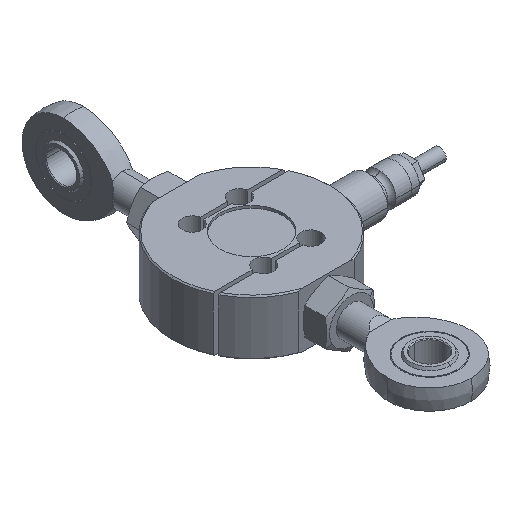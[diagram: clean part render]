
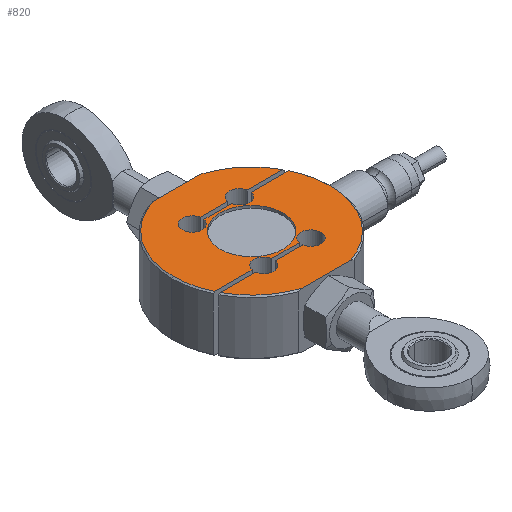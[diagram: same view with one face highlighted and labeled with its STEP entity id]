
A CAD part, isometric view. The second image highlights one B-rep face of the part: STEP entity #820.
In plain terms, the highlighted planar face has unit normal (0, 0, 1).
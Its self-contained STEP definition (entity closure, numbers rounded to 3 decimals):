
#820=ADVANCED_FACE('16:2171',(#1536,#1537),#1538,.T.);
#1536=FACE_BOUND('',#2277,.T.);
#1537=FACE_OUTER_BOUND('',#2278,.T.);
#1538=PLANE('',#2279);
#2277=EDGE_LOOP('',(#3719,#3720));
#2278=EDGE_LOOP('',(#3721,#3722,#3723,#3724,#3725,#3726,#3727,#3728,#3729,#3730,#3731,#3732,#3733,#3734,#3735,#3736,#3737,#3738,#3739,#3740,#3741,#3742,#3743,#3744));
#2279=AXIS2_PLACEMENT_3D('',#3745,#3746,#3747);
#3719=ORIENTED_EDGE('',*,*,#4808,.F.);
#3720=ORIENTED_EDGE('',*,*,#4793,.F.);
#3721=ORIENTED_EDGE('',*,*,#4539,.F.);
#3722=ORIENTED_EDGE('',*,*,#4582,.T.);
#3723=ORIENTED_EDGE('',*,*,#4413,.T.);
#3724=ORIENTED_EDGE('',*,*,#4585,.F.);
#3725=ORIENTED_EDGE('',*,*,#4458,.T.);
#3726=ORIENTED_EDGE('',*,*,#4688,.F.);
#3727=ORIENTED_EDGE('',*,*,#4809,.F.);
#3728=ORIENTED_EDGE('',*,*,#4810,.F.);
#3729=ORIENTED_EDGE('',*,*,#4811,.F.);
#3730=ORIENTED_EDGE('',*,*,#4781,.F.);
#3731=ORIENTED_EDGE('',*,*,#4812,.F.);
#3732=ORIENTED_EDGE('',*,*,#4609,.F.);
#3733=ORIENTED_EDGE('',*,*,#4543,.T.);
#3734=ORIENTED_EDGE('',*,*,#4502,.F.);
#3735=ORIENTED_EDGE('',*,*,#4813,.T.);
#3736=ORIENTED_EDGE('',*,*,#4814,.F.);
#3737=ORIENTED_EDGE('',*,*,#4692,.F.);
#3738=ORIENTED_EDGE('',*,*,#4755,.F.);
#3739=ORIENTED_EDGE('',*,*,#4815,.F.);
#3740=ORIENTED_EDGE('',*,*,#4816,.F.);
#3741=ORIENTED_EDGE('',*,*,#4293,.T.);
#3742=ORIENTED_EDGE('',*,*,#4579,.T.);
#3743=ORIENTED_EDGE('',*,*,#4297,.T.);
#3744=ORIENTED_EDGE('',*,*,#4817,.T.);
#3745=CARTESIAN_POINT('',(0.0,0.0,22.0));
#3746=DIRECTION('',(0.0,0.0,1.0));
#3747=DIRECTION('',(1.0,0.0,0.0));
#4293=EDGE_CURVE('1:2487',#5059,#5057,#5060,.T.);
#4297=EDGE_CURVE('1:2439',#5066,#5064,#5067,.T.);
#4413=EDGE_CURVE('1:2594',#5257,#5255,#5258,.T.);
#4458=EDGE_CURVE('1:104',#5326,#5323,#5327,.T.);
#4502=EDGE_CURVE('1:2473',#5397,#5399,#5400,.T.);
#4539=EDGE_CURVE('1:2509',#5451,#5453,#5454,.T.);
#4543=EDGE_CURVE('1:2452',#5459,#5399,#5460,.T.);
#4579=EDGE_CURVE('1:2500',#5057,#5066,#5511,.T.);
#4582=EDGE_CURVE('1:2490',#5451,#5257,#5514,.T.);
#4585=EDGE_CURVE('1:2631',#5326,#5255,#5517,.T.);
#4609=EDGE_CURVE('1:2297',#5459,#5548,#5552,.T.);
#4688=EDGE_CURVE('',#5656,#5323,#5658,.T.);
#4692=EDGE_CURVE('1:101',#5661,#5664,#5665,.T.);
#4755=EDGE_CURVE('',#5753,#5661,#5755,.T.);
#4781=EDGE_CURVE('1:2461',#5785,#5787,#5788,.T.);
#4793=EDGE_CURVE('',#5799,#5801,#5802,.T.);
#4808=EDGE_CURVE('16:2317',#5801,#5799,#5817,.T.);
#4809=EDGE_CURVE('1:2650',#5818,#5656,#5819,.T.);
#4810=EDGE_CURVE('1:2609',#5820,#5818,#5821,.T.);
#4811=EDGE_CURVE('1:2470',#5787,#5820,#5822,.T.);
#4812=EDGE_CURVE('',#5548,#5785,#5823,.T.);
#4813=EDGE_CURVE('1:2603',#5397,#5824,#5825,.T.);
#4814=EDGE_CURVE('1:2644',#5664,#5824,#5826,.T.);
#4815=EDGE_CURVE('1:2634',#5827,#5753,#5828,.T.);
#4816=EDGE_CURVE('1:2591',#5059,#5827,#5829,.T.);
#4817=EDGE_CURVE('',#5064,#5453,#5830,.T.);
#5057=VERTEX_POINT('',#6130);
#5059=VERTEX_POINT('',#6133);
#5060=CIRCLE('',#6134,4.0);
#5064=VERTEX_POINT('',#6139);
#5066=VERTEX_POINT('',#6142);
#5067=CIRCLE('',#6143,4.0);
#5255=VERTEX_POINT('',#6517);
#5257=VERTEX_POINT('',#6528);
#5258=LINE('',#6529,#6530);
#5323=VERTEX_POINT('',#6638);
#5326=VERTEX_POINT('',#6650);
#5327=LINE('',#6651,#6652);
#5397=VERTEX_POINT('',#6772);
#5399=VERTEX_POINT('',#6775);
#5400=CIRCLE('',#6776,4.0);
#5451=VERTEX_POINT('',#6850);
#5453=VERTEX_POINT('',#6853);
#5454=LINE('',#6854,#6855);
#5459=VERTEX_POINT('',#6862);
#5460=LINE('',#6863,#6864);
#5511=LINE('',#6935,#6936);
#5514=CIRCLE('',#6939,4.0);
#5517=CIRCLE('',#6942,31.25);
#5548=VERTEX_POINT('',#6989);
#5552=CIRCLE('',#6994,4.0);
#5656=VERTEX_POINT('',#7163);
#5658=CIRCLE('',#7166,31.25);
#5661=VERTEX_POINT('',#7169);
#5664=VERTEX_POINT('',#7181);
#5665=LINE('',#7182,#7183);
#5753=VERTEX_POINT('',#7314);
#5755=CIRCLE('',#7317,31.25);
#5785=VERTEX_POINT('',#7351);
#5787=VERTEX_POINT('',#7354);
#5788=LINE('',#7355,#7356);
#5799=VERTEX_POINT('',#7370);
#5801=VERTEX_POINT('',#7373);
#5802=CIRCLE('',#7374,12.5);
#5817=CIRCLE('',#7392,12.5);
#5818=VERTEX_POINT('',#7393);
#5819=CIRCLE('',#7394,31.25);
#5820=VERTEX_POINT('',#7395);
#5821=LINE('',#7396,#7397);
#5822=CIRCLE('',#7398,4.0);
#5823=CIRCLE('',#7399,4.0);
#5824=VERTEX_POINT('',#7400);
#5825=LINE('',#7401,#7402);
#5826=CIRCLE('',#7403,31.25);
#5827=VERTEX_POINT('',#7404);
#5828=CIRCLE('',#7405,31.25);
#5829=LINE('',#7406,#7407);
#5830=CIRCLE('',#7408,4.0);
#6130=CARTESIAN_POINT('',(-5.471,-13.5,22.0));
#6133=CARTESIAN_POINT('',(-13.329,-13.5,22.0));
#6134=AXIS2_PLACEMENT_3D('',#7708,#7709,#7710);
#6139=CARTESIAN_POINT('',(13.4,-14.25,22.0));
#6142=CARTESIAN_POINT('',(5.471,-13.5,22.0));
#6143=AXIS2_PLACEMENT_3D('',#7713,#7714,#7715);
#6517=CARTESIAN_POINT('',(-27.415,-15.0,22.0));
#6528=CARTESIAN_POINT('',(-13.329,-15.0,22.0));
#6529=CARTESIAN_POINT('',(-9.4,-15.0,22.0));
#6530=VECTOR('',#7914,1.0);
#6638=CARTESIAN_POINT('',(9.566,-29.75,22.0));
#6650=CARTESIAN_POINT('',(-9.566,-29.75,22.0));
#6651=CARTESIAN_POINT('',(-37.0,-29.75,22.0));
#6652=VECTOR('',#7982,1.0);
#6772=CARTESIAN_POINT('',(13.329,15.0,22.0));
#6775=CARTESIAN_POINT('',(5.471,15.0,22.0));
#6776=AXIS2_PLACEMENT_3D('',#8048,#8049,#8050);
#6850=CARTESIAN_POINT('',(-5.471,-15.0,22.0));
#6853=CARTESIAN_POINT('',(5.471,-15.0,22.0));
#6854=CARTESIAN_POINT('',(-9.4,-15.0,22.0));
#6855=VECTOR('',#8096,1.0);
#6862=CARTESIAN_POINT('',(-5.471,15.0,22.0));
#6863=CARTESIAN_POINT('',(-9.4,15.0,22.0));
#6864=VECTOR('',#8099,1.0);
#6935=CARTESIAN_POINT('',(-9.4,-13.5,22.0));
#6936=VECTOR('',#8150,1.0);
#6939=AXIS2_PLACEMENT_3D('',#8154,#8155,#8156);
#6942=AXIS2_PLACEMENT_3D('',#8160,#8161,#8162);
#6989=CARTESIAN_POINT('',(-13.4,14.25,22.0));
#6994=AXIS2_PLACEMENT_3D('',#8195,#8196,#8197);
#7163=CARTESIAN_POINT('',(31.25,0.,22.0));
#7166=AXIS2_PLACEMENT_3D('',#8308,#8309,#8310);
#7169=CARTESIAN_POINT('',(-9.566,29.75,22.0));
#7181=CARTESIAN_POINT('',(9.566,29.75,22.0));
#7182=CARTESIAN_POINT('',(-37.0,29.75,22.0));
#7183=VECTOR('',#8311,1.0);
#7314=CARTESIAN_POINT('',(-31.25,0.,22.0));
#7317=AXIS2_PLACEMENT_3D('',#8401,#8402,#8403);
#7351=CARTESIAN_POINT('',(-5.471,13.5,22.0));
#7354=CARTESIAN_POINT('',(5.471,13.5,22.0));
#7355=CARTESIAN_POINT('',(-9.4,13.5,22.0));
#7356=VECTOR('',#8430,1.0);
#7370=CARTESIAN_POINT('',(-12.5,0.,22.0));
#7373=CARTESIAN_POINT('',(12.5,0.,22.0));
#7374=AXIS2_PLACEMENT_3D('',#8441,#8442,#8443);
#7392=AXIS2_PLACEMENT_3D('',#8462,#8463,#8464);
#7393=CARTESIAN_POINT('',(28.184,13.5,22.0));
#7394=AXIS2_PLACEMENT_3D('',#8465,#8466,#8467);
#7395=CARTESIAN_POINT('',(13.329,13.5,22.0));
#7396=CARTESIAN_POINT('',(-9.4,13.5,22.0));
#7397=VECTOR('',#8468,1.0);
#7398=AXIS2_PLACEMENT_3D('',#8469,#8470,#8471);
#7399=AXIS2_PLACEMENT_3D('',#8472,#8473,#8474);
#7400=CARTESIAN_POINT('',(27.415,15.0,22.0));
#7401=CARTESIAN_POINT('',(-9.4,15.0,22.0));
#7402=VECTOR('',#8475,1.0);
#7403=AXIS2_PLACEMENT_3D('',#8476,#8477,#8478);
#7404=CARTESIAN_POINT('',(-28.184,-13.5,22.0));
#7405=AXIS2_PLACEMENT_3D('',#8479,#8480,#8481);
#7406=CARTESIAN_POINT('',(-9.4,-13.5,22.0));
#7407=VECTOR('',#8482,1.0);
#7408=AXIS2_PLACEMENT_3D('',#8483,#8484,#8485);
#7708=CARTESIAN_POINT('',(-9.4,-14.25,22.0));
#7709=DIRECTION('',(0.0,0.0,-1.0));
#7710=DIRECTION('',(1.0,0.0,0.0));
#7713=CARTESIAN_POINT('',(9.4,-14.25,22.0));
#7714=DIRECTION('',(0.0,0.0,-1.0));
#7715=DIRECTION('',(1.0,0.0,0.0));
#7914=DIRECTION('',(-1.0,0.0,0.0));
#7982=DIRECTION('',(1.0,0.,0.0));
#8048=CARTESIAN_POINT('',(9.4,14.25,22.0));
#8049=DIRECTION('',(0.0,0.0,1.0));
#8050=DIRECTION('',(1.0,0.0,0.0));
#8096=DIRECTION('',(1.0,0.0,0.0));
#8099=DIRECTION('',(1.0,0.0,0.0));
#8150=DIRECTION('',(1.0,0.,0.0));
#8154=CARTESIAN_POINT('',(-9.4,-14.25,22.0));
#8155=DIRECTION('',(0.0,0.0,-1.0));
#8156=DIRECTION('',(1.0,0.0,0.0));
#8160=CARTESIAN_POINT('',(0.0,0.0,22.0));
#8161=DIRECTION('',(-0.0,0.0,-1.0));
#8162=DIRECTION('',(-1.0,0.0,0.0));
#8195=CARTESIAN_POINT('',(-9.4,14.25,22.0));
#8196=DIRECTION('',(0.0,0.0,1.0));
#8197=DIRECTION('',(1.0,0.0,0.0));
#8308=CARTESIAN_POINT('',(0.0,0.0,22.0));
#8309=DIRECTION('',(-0.0,0.0,-1.0));
#8310=DIRECTION('',(-1.0,0.0,0.0));
#8311=DIRECTION('',(1.0,0.0,0.0));
#8401=CARTESIAN_POINT('',(0.0,0.0,22.0));
#8402=DIRECTION('',(-0.0,0.0,-1.0));
#8403=DIRECTION('',(-1.0,0.0,0.0));
#8430=DIRECTION('',(1.0,0.,0.0));
#8441=CARTESIAN_POINT('',(0.0,0.,22.0));
#8442=DIRECTION('',(0.0,0.0,1.0));
#8443=DIRECTION('',(1.0,0.0,-0.0));
#8462=CARTESIAN_POINT('',(0.0,0.,22.0));
#8463=DIRECTION('',(0.0,0.0,1.0));
#8464=DIRECTION('',(1.0,0.0,-0.0));
#8465=CARTESIAN_POINT('',(0.0,0.0,22.0));
#8466=DIRECTION('',(-0.0,0.0,-1.0));
#8467=DIRECTION('',(-1.0,0.0,0.0));
#8468=DIRECTION('',(1.0,0.,0.0));
#8469=CARTESIAN_POINT('',(9.4,14.25,22.0));
#8470=DIRECTION('',(0.0,0.0,1.0));
#8471=DIRECTION('',(1.0,0.0,0.0));
#8472=CARTESIAN_POINT('',(-9.4,14.25,22.0));
#8473=DIRECTION('',(0.0,0.0,1.0));
#8474=DIRECTION('',(1.0,0.0,0.0));
#8475=DIRECTION('',(1.0,0.0,0.0));
#8476=CARTESIAN_POINT('',(0.0,0.0,22.0));
#8477=DIRECTION('',(-0.0,0.0,-1.0));
#8478=DIRECTION('',(-1.0,0.0,0.0));
#8479=CARTESIAN_POINT('',(0.0,0.0,22.0));
#8480=DIRECTION('',(-0.0,0.0,-1.0));
#8481=DIRECTION('',(-1.0,0.0,0.0));
#8482=DIRECTION('',(-1.0,0.0,0.0));
#8483=CARTESIAN_POINT('',(9.4,-14.25,22.0));
#8484=DIRECTION('',(0.0,0.0,-1.0));
#8485=DIRECTION('',(1.0,0.0,0.0));
